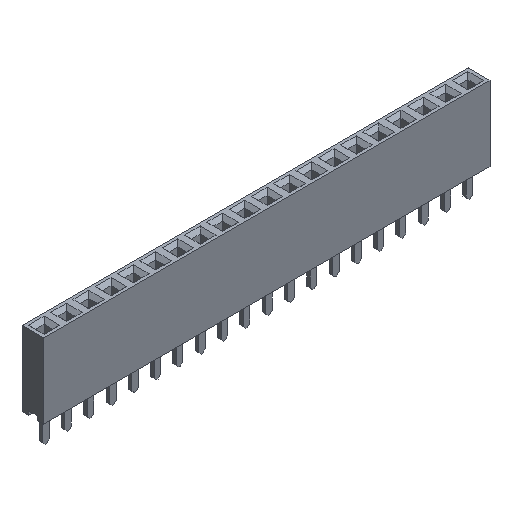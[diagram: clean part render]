
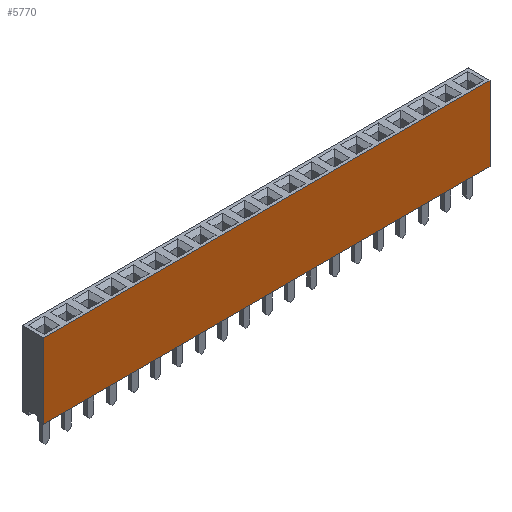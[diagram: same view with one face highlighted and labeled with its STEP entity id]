
A CAD part, isometric view. The second image highlights one B-rep face of the part: STEP entity #5770.
In plain terms, the highlighted planar face has unit normal (0, -1, 0).
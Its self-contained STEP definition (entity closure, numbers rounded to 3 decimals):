
#284=FACE_OUTER_BOUND('',#654,.T.);
#654=EDGE_LOOP('',(#4563,#4564,#4565,#4566));
#853=LINE('',#7908,#1637);
#938=LINE('',#8079,#1722);
#1221=LINE('',#8662,#2005);
#1225=LINE('',#8669,#2009);
#1637=VECTOR('',#6405,10.);
#1722=VECTOR('',#6498,10.);
#2005=VECTOR('',#7095,10.);
#2009=VECTOR('',#7103,10.);
#2403=VERTEX_POINT('',#7905);
#2404=VERTEX_POINT('',#7907);
#2486=VERTEX_POINT('',#8078);
#2629=VERTEX_POINT('',#8661);
#2917=EDGE_CURVE('',#2403,#2404,#853,.T.);
#3002=EDGE_CURVE('',#2404,#2486,#938,.T.);
#3285=EDGE_CURVE('',#2629,#2486,#1221,.T.);
#3289=EDGE_CURVE('',#2629,#2403,#1225,.T.);
#4563=ORIENTED_EDGE('',*,*,#3285,.T.);
#4564=ORIENTED_EDGE('',*,*,#3002,.F.);
#4565=ORIENTED_EDGE('',*,*,#2917,.F.);
#4566=ORIENTED_EDGE('',*,*,#3289,.F.);
#5420=PLANE('',#6155);
#5770=ADVANCED_FACE('',(#284),#5420,.T.);
#6155=AXIS2_PLACEMENT_3D('',#8738,#7175,#7176);
#6405=DIRECTION('',(1.,0.,0.));
#6498=DIRECTION('',(0.,0.,-1.));
#7095=DIRECTION('',(1.,0.,0.));
#7103=DIRECTION('',(0.,0.,1.));
#7175=DIRECTION('center_axis',(0.,-1.,0.));
#7176=DIRECTION('ref_axis',(1.,0.,0.));
#7905=CARTESIAN_POINT('',(-25.4,-1.25,8.6));
#7907=CARTESIAN_POINT('',(25.4,-1.25,8.6));
#7908=CARTESIAN_POINT('',(-25.4,-1.25,8.6));
#8078=CARTESIAN_POINT('',(25.4,-1.25,0.1));
#8079=CARTESIAN_POINT('',(25.4,-1.25,0.1));
#8661=CARTESIAN_POINT('',(-25.4,-1.25,0.1));
#8662=CARTESIAN_POINT('',(-25.4,-1.25,0.1));
#8669=CARTESIAN_POINT('',(-25.4,-1.25,0.1));
#8738=CARTESIAN_POINT('Origin',(-25.4,-1.25,0.1));
